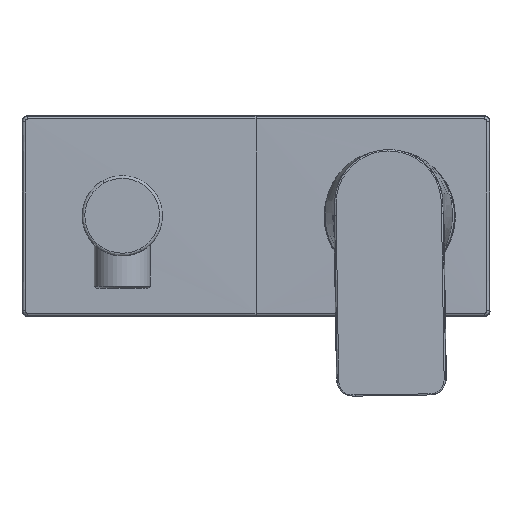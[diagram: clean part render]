
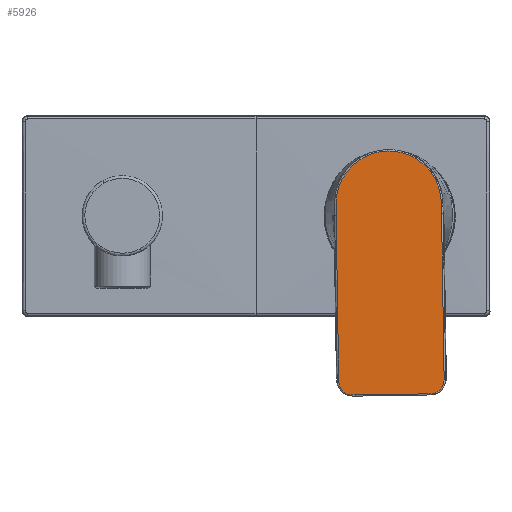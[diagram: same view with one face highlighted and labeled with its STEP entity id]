
A CAD part, top view. The second image highlights one B-rep face of the part: STEP entity #5926.
In plain terms, the highlighted planar face has unit normal (0, 0, 1).
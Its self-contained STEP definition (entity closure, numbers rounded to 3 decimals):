
#13 = CARTESIAN_POINT ( 'NONE',  ( 20.33, -60.081, 87.195 ) ) ;
#35 = CARTESIAN_POINT ( 'NONE',  ( 12.724, 19.299, 87.195 ) ) ;
#124 = EDGE_CURVE ( 'NONE', #892, #2062, #715, .T. ) ;
#190 = CARTESIAN_POINT ( 'NONE',  ( -20.029, 0.103, 87.195 ) ) ;
#274 = EDGE_CURVE ( 'NONE', #5341, #6914, #7479, .T. ) ;
#340 = DIRECTION ( 'NONE',  ( 0.015, -1., 0. ) ) ;
#361 = CARTESIAN_POINT ( 'NONE',  ( -20.047, 1.564, 87.195 ) ) ;
#454 = CARTESIAN_POINT ( 'NONE',  ( 20.353, -61.815, 87.195 ) ) ;
#696 = CARTESIAN_POINT ( 'NONE',  ( 19.002, 8., 87.195 ) ) ;
#715 = LINE ( 'NONE', #7522, #1627 ) ;
#727 = LINE ( 'NONE', #3638, #4631 ) ;
#728 = CARTESIAN_POINT ( 'NONE',  ( 10.402, 21.071, 87.195 ) ) ;
#892 = VERTEX_POINT ( 'NONE', #6506 ) ;
#997 = ORIENTED_EDGE ( 'NONE', *, *, #124, .T. ) ;
#1124 = CARTESIAN_POINT ( 'NONE',  ( 19.566, -64.296, 87.195 ) ) ;
#1298 = CARTESIAN_POINT ( 'NONE',  ( -20.023, 5.945, 87.195 ) ) ;
#1390 = CARTESIAN_POINT ( 'NONE',  ( 17.963, 12.257, 87.195 ) ) ;
#1548 = CARTESIAN_POINT ( 'NONE',  ( 19.36, 2.174, 87.195 ) ) ;
#1576 = CARTESIAN_POINT ( 'NONE',  ( 9.143, 21.828, 87.195 ) ) ;
#1596 = VERTEX_POINT ( 'NONE', #3449 ) ;
#1618 = CARTESIAN_POINT ( 'NONE',  ( -20.029, 0.103, 87.195 ) ) ;
#1627 = VECTOR ( 'NONE', #8115, 1000. ) ;
#1782 = PLANE ( 'NONE',  #7735 ) ;
#1844 = ORIENTED_EDGE ( 'NONE', *, *, #4789, .T. ) ;
#1887 = CARTESIAN_POINT ( 'NONE',  ( 15.109, -66.585, 87.195 ) ) ;
#1933 = CARTESIAN_POINT ( 'NONE',  ( -11.679, 20.728, 87.195 ) ) ;
#1966 = CARTESIAN_POINT ( 'NONE',  ( -19.751, 8.119, 87.195 ) ) ;
#2062 = VERTEX_POINT ( 'NONE', #6585 ) ;
#2200 = ORIENTED_EDGE ( 'NONE', *, *, #5569, .F. ) ;
#2204 = CARTESIAN_POINT ( 'NONE',  ( 19.256, 5.824, 87.195 ) ) ;
#2365 = CARTESIAN_POINT ( 'NONE',  ( -13.945, 18.886, 87.195 ) ) ;
#2393 = CARTESIAN_POINT ( 'NONE',  ( -17.679, 14.39, 87.195 ) ) ;
#2547 = CARTESIAN_POINT ( 'NONE',  ( -19.869, 7.398, 87.195 ) ) ;
#2683 = CARTESIAN_POINT ( 'NONE',  ( 19.374, 1.444, 87.195 ) ) ;
#2715 = EDGE_CURVE ( 'NONE', #5341, #1596, #727, .T. ) ;
#2820 = B_SPLINE_CURVE_WITH_KNOTS ( 'NONE', 3,
 ( #7008, #3760, #454, #5063, #1124, #7703, #3793, #4450, #1887, #5714 ),
 .UNSPECIFIED., .F., .F.,
 ( 4, 2, 2, 2, 4 ),
 ( 0., 0.25, 0.5, 0.75, 1. ),
 .UNSPECIFIED. ) ;
#2856 = CARTESIAN_POINT ( 'NONE',  ( 5.159, 23.658, 87.195 ) ) ;
#2858 = CARTESIAN_POINT ( 'NONE',  ( -19.087, -60.692, 87.195 ) ) ;
#2912 = EDGE_CURVE ( 'NONE', #6446, #7139, #3287, .T. ) ;
#2977 = DIRECTION ( 'NONE',  ( 0.015, -1., 0. ) ) ;
#3064 = CARTESIAN_POINT ( 'NONE',  ( -0.69, 24.224, 87.195 ) ) ;
#3232 = CARTESIAN_POINT ( 'NONE',  ( -10.444, 21.524, 87.195 ) ) ;
#3261 = CARTESIAN_POINT ( 'NONE',  ( 19.387, 0.714, 87.195 ) ) ;
#3262 = CARTESIAN_POINT ( 'NONE',  ( -3.61, 24.179, 87.195 ) ) ;
#3287 = LINE ( 'NONE', #4217, #5355 ) ;
#3302 = CARTESIAN_POINT ( 'NONE',  ( 16.595, 14.921, 87.195 ) ) ;
#3449 = CARTESIAN_POINT ( 'NONE',  ( -19.087, -60.692, 87.195 ) ) ;
#3510 = CARTESIAN_POINT ( 'NONE',  ( 19.324, 4.365, 87.195 ) ) ;
#3541 = CARTESIAN_POINT ( 'NONE',  ( -18.193, -64.882, 87.195 ) ) ;
#3569 = CARTESIAN_POINT ( 'NONE',  ( -18.612, -64.096, 87.195 ) ) ;
#3638 = CARTESIAN_POINT ( 'NONE',  ( -19.558, -30.295, 87.195 ) ) ;
#3753 = CARTESIAN_POINT ( 'NONE',  ( 29.578, 25.198, 87.195 ) ) ;
#3760 = CARTESIAN_POINT ( 'NONE',  ( 20.347, -60.942, 87.195 ) ) ;
#3793 = CARTESIAN_POINT ( 'NONE',  ( 17.636, -66.035, 87.195 ) ) ;
#4148 = CARTESIAN_POINT ( 'NONE',  ( -20.038, 0.833, 87.195 ) ) ;
#4171 = CARTESIAN_POINT ( 'NONE',  ( 13.785, 18.282, 87.195 ) ) ;
#4217 = CARTESIAN_POINT ( 'NONE',  ( 19.858, -29.684, 87.195 ) ) ;
#4257 = CARTESIAN_POINT ( 'NONE',  ( -14.542, -67.017, 87.195 ) ) ;
#4450 = CARTESIAN_POINT ( 'NONE',  ( 15.984, -66.544, 87.195 ) ) ;
#4631 = VECTOR ( 'NONE', #340, 1000. ) ;
#4660 = FACE_OUTER_BOUND ( 'NONE', #6071, .T. ) ;
#4789 = EDGE_CURVE ( 'NONE', #6446, #6914, #6772, .T. ) ;
#4896 = CARTESIAN_POINT ( 'NONE',  ( -12.807, -67.013, 87.195 ) ) ;
#5005 = B_SPLINE_CURVE_WITH_KNOTS ( 'NONE', 3,
 ( #2858, #8201, #7495, #3569, #3541, #7520, #5541, #4257, #6132, #4896 ),
 .UNSPECIFIED., .F., .F.,
 ( 4, 2, 2, 2, 4 ),
 ( 0., 0.25, 0.5, 0.75, 1. ),
 .UNSPECIFIED. ) ;
#5063 = CARTESIAN_POINT ( 'NONE',  ( 19.961, -63.498, 87.195 ) ) ;
#5091 = CARTESIAN_POINT ( 'NONE',  ( -20.056, 5.215, 87.195 ) ) ;
#5302 = CARTESIAN_POINT ( 'NONE',  ( 18.861, 8.718, 87.195 ) ) ;
#5341 = VERTEX_POINT ( 'NONE', #1618 ) ;
#5355 = VECTOR ( 'NONE', #2977, 1000. ) ;
#5478 = CARTESIAN_POINT ( 'NONE',  ( 19.387, 0.714, 87.195 ) ) ;
#5541 = CARTESIAN_POINT ( 'NONE',  ( -16.21, -66.56, 87.195 ) ) ;
#5569 = EDGE_CURVE ( 'NONE', #7139, #2062, #2820, .T. ) ;
#5714 = CARTESIAN_POINT ( 'NONE',  ( 14.249, -66.594, 87.195 ) ) ;
#5718 = ORIENTED_EDGE ( 'NONE', *, *, #2912, .F. ) ;
#5804 = DIRECTION ( 'NONE',  ( 0., 0., 1. ) ) ;
#5926 = ADVANCED_FACE ( 'NONE', ( #4660 ), #1782, .T. ) ;
#5951 = CARTESIAN_POINT ( 'NONE',  ( -0.69, 24.224, 87.195 ) ) ;
#5985 = CARTESIAN_POINT ( 'NONE',  ( -20.068, 3.024, 87.195 ) ) ;
#6071 = EDGE_LOOP ( 'NONE', ( #1844, #7076, #8371, #7473, #997, #2200, #5718 ) ) ;
#6130 = CARTESIAN_POINT ( 'NONE',  ( 19.336, 3.635, 87.195 ) ) ;
#6132 = CARTESIAN_POINT ( 'NONE',  ( -13.667, -67.031, 87.195 ) ) ;
#6323 = CARTESIAN_POINT ( 'NONE',  ( -0.69, 24.224, 87.195 ) ) ;
#6446 = VERTEX_POINT ( 'NONE', #3261 ) ;
#6506 = CARTESIAN_POINT ( 'NONE',  ( -12.807, -67.013, 87.195 ) ) ;
#6585 = CARTESIAN_POINT ( 'NONE',  ( 14.249, -66.594, 87.195 ) ) ;
#6587 = CARTESIAN_POINT ( 'NONE',  ( 19.2, 6.553, 87.195 ) ) ;
#6772 = B_SPLINE_CURVE_WITH_KNOTS ( 'NONE', 3,
 ( #5478, #2683, #1548, #6130, #3510, #2204, #6587, #696, #5302, #1390, #3302, #4171, #35, #728, #1576, #2856, #7251, #5951 ),
 .UNSPECIFIED., .F., .F.,
 ( 4, 2, 2, 2, 2, 2, 2, 2, 4 ),
 ( 0., 0.063, 0.125, 0.188, 0.25, 0.5, 0.625, 0.75, 1. ),
 .UNSPECIFIED. ) ;
#6914 = VERTEX_POINT ( 'NONE', #3064 ) ;
#6957 = CARTESIAN_POINT ( 'NONE',  ( -14.973, 17.836, 87.195 ) ) ;
#7008 = CARTESIAN_POINT ( 'NONE',  ( 20.33, -60.081, 87.195 ) ) ;
#7076 = ORIENTED_EDGE ( 'NONE', *, *, #274, .F. ) ;
#7139 = VERTEX_POINT ( 'NONE', #13 ) ;
#7182 = CARTESIAN_POINT ( 'NONE',  ( -6.518, 23.477, 87.195 ) ) ;
#7251 = CARTESIAN_POINT ( 'NONE',  ( 2.23, 24.27, 87.195 ) ) ;
#7473 = ORIENTED_EDGE ( 'NONE', *, *, #8205, .T. ) ;
#7479 = B_SPLINE_CURVE_WITH_KNOTS ( 'NONE', 3,
 ( #190, #4148, #361, #5985, #7634, #5091, #1298, #2547, #1966, #7652, #2393, #6957, #2365, #1933, #3232, #7182, #3262, #6323 ),
 .UNSPECIFIED., .F., .F.,
 ( 4, 2, 2, 2, 2, 2, 2, 2, 4 ),
 ( 0., 0.063, 0.125, 0.188, 0.25, 0.5, 0.625, 0.75, 1. ),
 .UNSPECIFIED. ) ;
#7495 = CARTESIAN_POINT ( 'NONE',  ( -19.056, -62.426, 87.195 ) ) ;
#7520 = CARTESIAN_POINT ( 'NONE',  ( -16.986, -66.12, 87.195 ) ) ;
#7522 = CARTESIAN_POINT ( 'NONE',  ( 0.721, -66.803, 87.195 ) ) ;
#7634 = CARTESIAN_POINT ( 'NONE',  ( -20.079, 3.754, 87.195 ) ) ;
#7652 = CARTESIAN_POINT ( 'NONE',  ( -18.963, 11.685, 87.195 ) ) ;
#7703 = CARTESIAN_POINT ( 'NONE',  ( 18.398, -65.571, 87.195 ) ) ;
#7735 = AXIS2_PLACEMENT_3D ( 'NONE', #3753, #5804, #8320 ) ;
#8115 = DIRECTION ( 'NONE',  ( 1., 0.015, 0. ) ) ;
#8201 = CARTESIAN_POINT ( 'NONE',  ( -19.077, -61.553, 87.195 ) ) ;
#8205 = EDGE_CURVE ( 'NONE', #1596, #892, #5005, .T. ) ;
#8320 = DIRECTION ( 'NONE',  ( 1., 0.015, 0. ) ) ;
#8371 = ORIENTED_EDGE ( 'NONE', *, *, #2715, .T. ) ;
